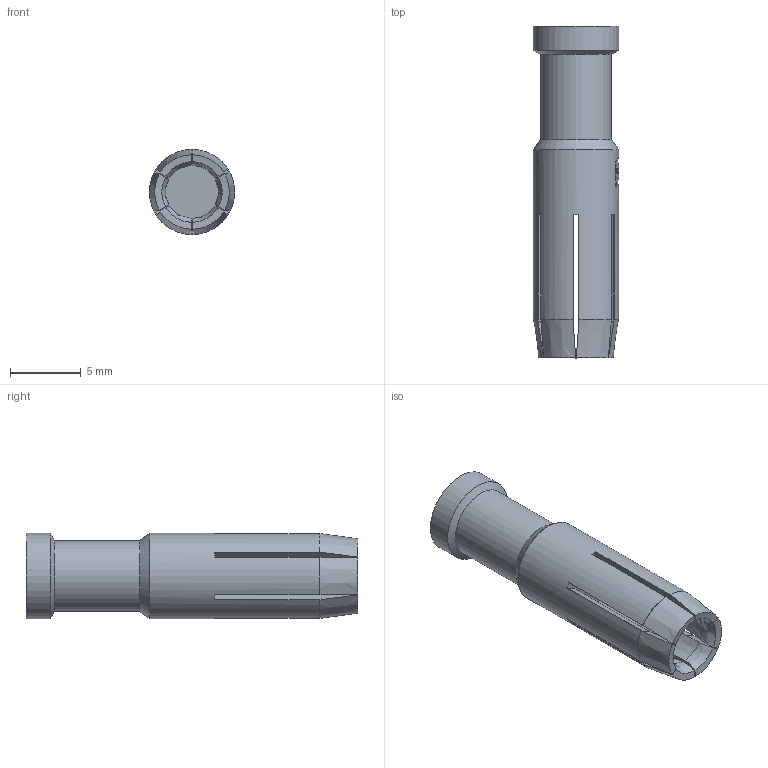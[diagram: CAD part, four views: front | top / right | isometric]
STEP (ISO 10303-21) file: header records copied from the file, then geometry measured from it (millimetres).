
FILE_DESCRIPTION(/* description */ (''),/* implementation_level */ '2;1');
FILE_NAME(/* name */ '100095388ugm000_b.stp',/* time_stamp */ '2017-10-24T07:37:52+02:00',/* author */ (''),/* organization */ (''),/* preprocessor_version */ 'ST-DEVELOPER v16',/* originating_system */ 'SIEMENS PLM Software NX 10.0',/* authorisation */ '');
FILE_SCHEMA (('AUTOMOTIVE_DESIGN { 1 0 10303 214 3 1 1 1 }'));
Length unit declared in the file: millimetre
Products named in the file (1): 100095388ugm000_b
Bounding box: 6 x 23.39 x 6 mm (x, y, z)
Volume: 367 mm3; surface area: 966.9 mm2
Topology: 1 solids, 2 shells, 168 faces, 568 edges, 501 vertices
Faces by surface type: plane 108, cylinder 31, cone 21, bspline 6, extrusion 2
Full cylindrical faces by diameter (mm): 0.228 x1, 0.269 x1, 2.85 x1, 4.2 x1, 5 x1, 5.9 x1, 6 x2
Entity records: 7243 total; most frequent: CARTESIAN_POINT 2126, DIRECTION 968, ORIENTED_EDGE 895, EDGE_CURVE 460, AXIS2_PLACEMENT_3D 332, VERTEX_POINT 321, VECTOR 304, LINE 302
